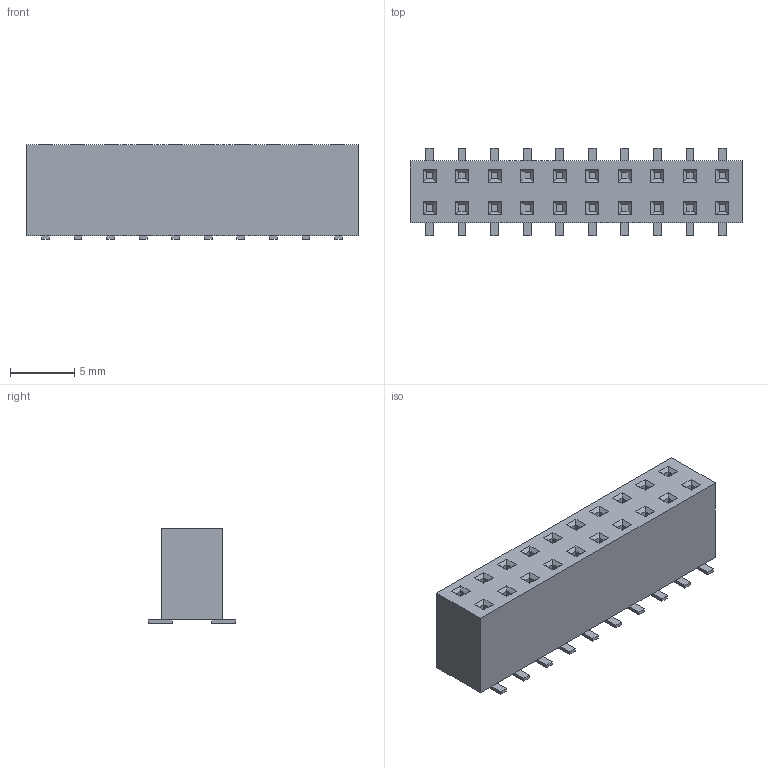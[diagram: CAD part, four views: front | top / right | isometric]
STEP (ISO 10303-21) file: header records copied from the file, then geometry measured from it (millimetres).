
FILE_DESCRIPTION(/* description */ (''),/* implementation_level */ '2;1');
FILE_NAME(/* name */ '410-03-01.stp',/* time_stamp */ '2018-12-26T19:35:56-06:00',/* author */ (''),/* organization */ (''),/* preprocessor_version */ 'ST-DEVELOPER v16.7',/* originating_system */ 'SIEMENS PLM Software NX 12.0',/* authorisation */ '');
FILE_SCHEMA (('AUTOMOTIVE_DESIGN { 1 0 10303 214 3 1 1 1 }'));
Length unit declared in the file: inch
Products named in the file (1): 410-03-01
Bounding box: 25.91 x 6.86 x 7.37 mm (x, y, z)
Volume: 867.2 mm3; surface area: 961.8 mm2
Topology: 21 solids, 21 shells, 306 faces, 652 edges, 408 vertices
Faces by surface type: plane 306
Entity records: 9386 total; most frequent: CARTESIAN_POINT 1367, ORIENTED_EDGE 1304, DIRECTION 1266, EDGE_CURVE 652, LINE 652, VECTOR 652, VERTEX_POINT 408, EDGE_LOOP 326
